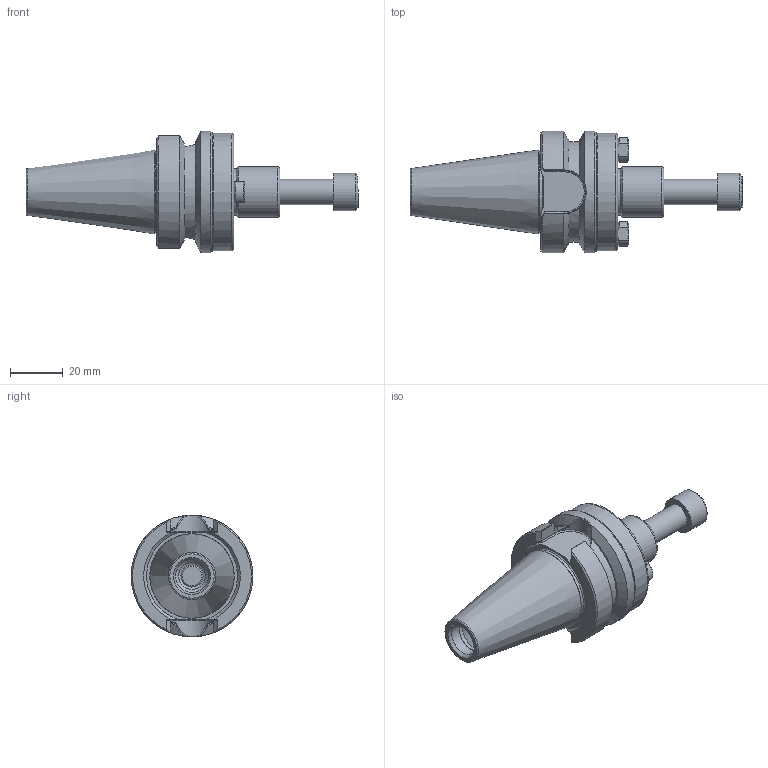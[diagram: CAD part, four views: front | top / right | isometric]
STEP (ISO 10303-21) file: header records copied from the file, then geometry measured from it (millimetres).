
FILE_DESCRIPTION((''),'2;1');
FILE_NAME('B30F-75SM118.stp','2014-11-14T07:56:50',('kaykin'),(''),'Autodesk Inventor 2012','Autodesk Inventor 2012','');
FILE_SCHEMA(('AUTOMOTIVE_DESIGN { 1 0 10303 214 1 1 1 1 }'));
Length unit declared in the file: inch
Products named in the file (4): B30F-75SM118; B30F-75SM118-1; 75KY; 028-192
Assembly tree (4 placements, depth 2):
  B30F-75SM118
    B30F-75SM118-1
    75KY  x2
    028-192
Bounding box: 125.53 x 46 x 46 mm (x, y, z)
Volume: 66901.8 mm3; surface area: 18442.5 mm2
Topology: 4 solids, 4 shells, 154 faces, 367 edges, 232 vertices
Faces by surface type: plane 49, cylinder 40, cone 39, bspline 18, torus 8
Full cylindrical faces by diameter (mm): 2.146 x2, 7.417 x2, 7.62 x2, 7.925 x2, 8.077 x2, 8.382 x1, 9.525 x1, 10.109 x1, 10.922 x1, 12.512 x1, 13.122 x1, 14.122 x1, 17.516 x1, 19.04 x1, 30.988 x1, 44.45 x1, 45.999 x1
Entity records: 4309 total; most frequent: CARTESIAN_POINT 1318, ORIENTED_EDGE 544, DIRECTION 540, EDGE_CURVE 272, AXIS2_PLACEMENT_3D 230, VERTEX_POINT 196, EDGE_LOOP 194, FACE_OUTER_BOUND 136
